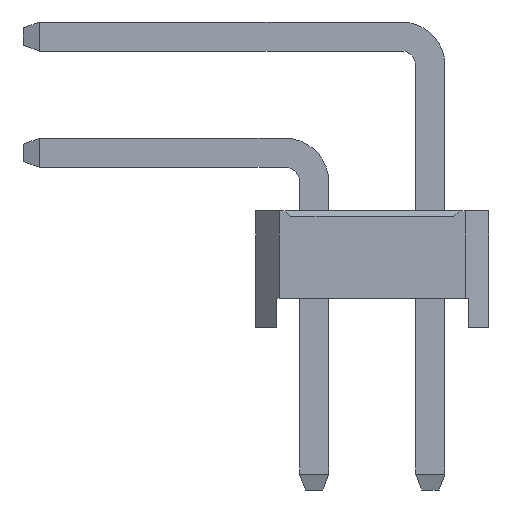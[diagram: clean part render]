
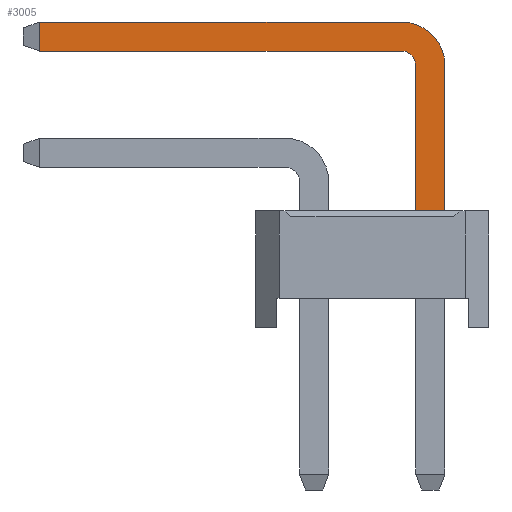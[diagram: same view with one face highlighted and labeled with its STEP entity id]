
A CAD part, left-side view. The second image highlights one B-rep face of the part: STEP entity #3005.
In plain terms, the highlighted planar face has unit normal (-1, 0, 0).
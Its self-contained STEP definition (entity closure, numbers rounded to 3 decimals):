
#3005=ADVANCED_FACE('',(#13041),#13043,.T.);
#13041=FACE_BOUND('',#13042,.T.);
#13042=EDGE_LOOP('',(#21167,#21168,#21169,#21170,#21171,#21172,#21173,#21174));
#13043=PLANE('',#13044);
#13044=AXIS2_PLACEMENT_3D('',#13045,#13046,#13047);
#13045=CARTESIAN_POINT('',(-0.25,-1.75,-2.8));
#13046=DIRECTION('',(-1.,0.,0.));
#13047=DIRECTION('',(0.,-1.,0.));
#21167=ORIENTED_EDGE('',*,*,#26168,.F.);
#21168=ORIENTED_EDGE('',*,*,#26169,.F.);
#21169=ORIENTED_EDGE('',*,*,#26170,.F.);
#21170=ORIENTED_EDGE('',*,*,#26171,.F.);
#21171=ORIENTED_EDGE('',*,*,#24909,.T.);
#21172=ORIENTED_EDGE('',*,*,#26167,.T.);
#21173=ORIENTED_EDGE('',*,*,#26172,.T.);
#21174=ORIENTED_EDGE('',*,*,#26173,.T.);
#24909=EDGE_CURVE('',#28037,#28035,#28038,.T.);
#26167=EDGE_CURVE('',#28035,#30195,#30197,.T.);
#26168=EDGE_CURVE('',#30198,#30199,#30200,.T.);
#26169=EDGE_CURVE('',#30201,#30198,#30202,.T.);
#26170=EDGE_CURVE('',#30203,#30201,#30204,.T.);
#26171=EDGE_CURVE('',#28037,#30203,#30205,.T.);
#26172=EDGE_CURVE('',#30195,#30206,#30207,.T.);
#26173=EDGE_CURVE('',#30206,#30199,#30208,.T.);
#28035=VERTEX_POINT('',#33222);
#28037=VERTEX_POINT('',#33226);
#28038=LINE('',#33227,#33228);
#30195=VERTEX_POINT('',#37980);
#30197=LINE('',#37984,#37985);
#30198=VERTEX_POINT('',#37987);
#30199=VERTEX_POINT('',#37988);
#30200=LINE('',#37989,#37990);
#30201=VERTEX_POINT('',#37992);
#30202=LINE('',#37993,#37994);
#30203=VERTEX_POINT('',#37996);
#30204=CIRCLE('',#37997,0.25);
#30205=LINE('',#38001,#38002);
#30206=VERTEX_POINT('',#38004);
#30207=CIRCLE('',#38005,0.75);
#30208=LINE('',#38009,#38010);
#33222=CARTESIAN_POINT('',(-0.25,-2.25,2.));
#33226=CARTESIAN_POINT('',(-0.25,-1.75,2.));
#33227=CARTESIAN_POINT('',(-0.25,-1.75,2.));
#33228=VECTOR('',#33229,1.);
#33229=DIRECTION('',(0.,-1.,0.));
#37980=CARTESIAN_POINT('',(-0.25,-2.25,4.5));
#37984=CARTESIAN_POINT('',(-0.25,-2.25,2.));
#37985=VECTOR('',#37986,1.);
#37986=DIRECTION('',(0.,0.,1.));
#37987=CARTESIAN_POINT('',(-0.25,4.725,4.75));
#37988=CARTESIAN_POINT('',(-0.25,4.725,5.25));
#37989=CARTESIAN_POINT('',(-0.25,4.725,4.75));
#37990=VECTOR('',#37991,1.);
#37991=DIRECTION('',(0.,0.,1.));
#37992=CARTESIAN_POINT('',(-0.25,-1.5,4.75));
#37993=CARTESIAN_POINT('',(-0.25,-1.5,4.75));
#37994=VECTOR('',#37995,1.);
#37995=DIRECTION('',(0.,1.,0.));
#37996=CARTESIAN_POINT('',(-0.25,-1.75,4.5));
#37997=AXIS2_PLACEMENT_3D('',#37998,#37999,#38000);
#37998=CARTESIAN_POINT('',(-0.25,-1.5,4.5));
#37999=DIRECTION('',(-1.,-0.,0.));
#38000=DIRECTION('',(0.,-1.,0.));
#38001=CARTESIAN_POINT('',(-0.25,-1.75,2.));
#38002=VECTOR('',#38003,1.);
#38003=DIRECTION('',(0.,0.,1.));
#38004=CARTESIAN_POINT('',(-0.25,-1.5,5.25));
#38005=AXIS2_PLACEMENT_3D('',#38006,#38007,#38008);
#38006=CARTESIAN_POINT('',(-0.25,-1.5,4.5));
#38007=DIRECTION('',(-1.,-0.,0.));
#38008=DIRECTION('',(0.,-1.,0.));
#38009=CARTESIAN_POINT('',(-0.25,-1.5,5.25));
#38010=VECTOR('',#38011,1.);
#38011=DIRECTION('',(0.,1.,0.));
